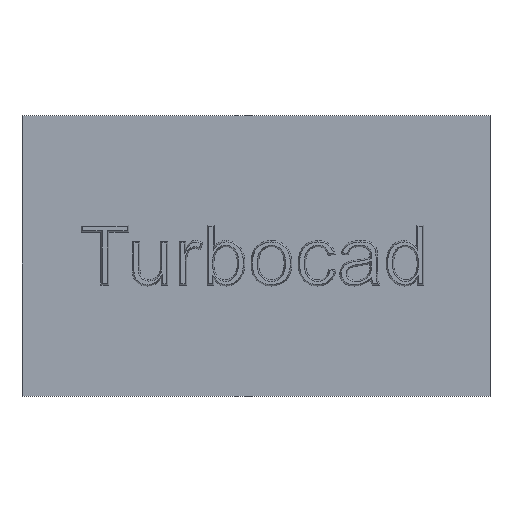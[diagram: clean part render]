
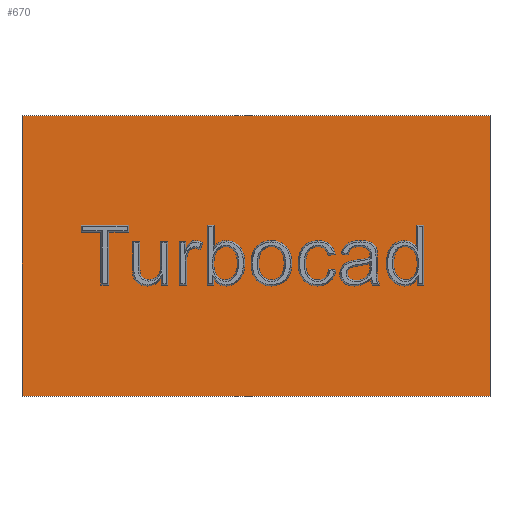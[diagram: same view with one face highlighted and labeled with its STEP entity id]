
A CAD part, top view. The second image highlights one B-rep face of the part: STEP entity #670.
In plain terms, the highlighted planar face has unit normal (0, 0, 1).
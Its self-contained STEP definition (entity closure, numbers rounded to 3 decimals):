
#670=ADVANCED_FACE('',(#1858),#1859,.T.);
#1858=FACE_OUTER_BOUND('',#3625,.T.);
#1859=PLANE('',#3626);
#3625=EDGE_LOOP('',(#5338,#5339,#5340,#5341));
#3626=AXIS2_PLACEMENT_3D('',#5342,#5343,#5344);
#5338=ORIENTED_EDGE('',*,*,#10889,.T.);
#5339=ORIENTED_EDGE('',*,*,#10890,.T.);
#5340=ORIENTED_EDGE('',*,*,#10891,.T.);
#5341=ORIENTED_EDGE('',*,*,#10892,.T.);
#5342=CARTESIAN_POINT('',(3937.818,-300.,0.0));
#5343=DIRECTION('',(0.0,0.0,1.0));
#5344=DIRECTION('',(1.0,0.0,0.0));
#10889=EDGE_CURVE('',#13104,#13105,#13106,.T.);
#10890=EDGE_CURVE('',#13105,#13107,#13108,.T.);
#10891=EDGE_CURVE('',#13107,#13109,#13110,.T.);
#10892=EDGE_CURVE('',#13109,#13104,#13111,.T.);
#13104=VERTEX_POINT('',#16413);
#13105=VERTEX_POINT('',#16414);
#13106=LINE('',#16415,#16416);
#13107=VERTEX_POINT('',#16417);
#13108=LINE('',#16418,#16419);
#13109=VERTEX_POINT('',#16420);
#13110=LINE('',#16421,#16422);
#13111=LINE('',#16423,#16424);
#16413=CARTESIAN_POINT('',(4437.818,-600.,0.0));
#16414=CARTESIAN_POINT('',(4437.818,0.0,0.0));
#16415=CARTESIAN_POINT('',(4437.818,-300.,0.0));
#16416=VECTOR('',#21368,1.0);
#16417=CARTESIAN_POINT('',(3437.818,0.0,0.0));
#16418=CARTESIAN_POINT('',(3937.818,0.0,0.0));
#16419=VECTOR('',#21369,1.0);
#16420=CARTESIAN_POINT('',(3437.818,-600.,0.0));
#16421=CARTESIAN_POINT('',(3437.818,-300.,0.0));
#16422=VECTOR('',#21370,1.0);
#16423=CARTESIAN_POINT('',(3937.818,-600.,0.0));
#16424=VECTOR('',#21371,1.0);
#21368=DIRECTION('',(0.0,1.0,0.0));
#21369=DIRECTION('',(-1.0,0.0,0.0));
#21370=DIRECTION('',(0.0,-1.0,0.0));
#21371=DIRECTION('',(1.0,0.0,0.0));
